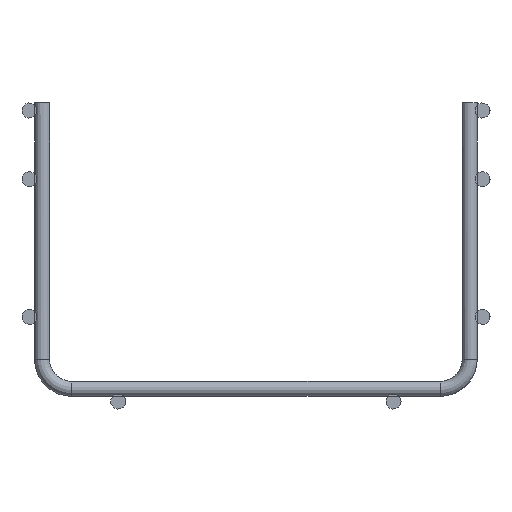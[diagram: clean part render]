
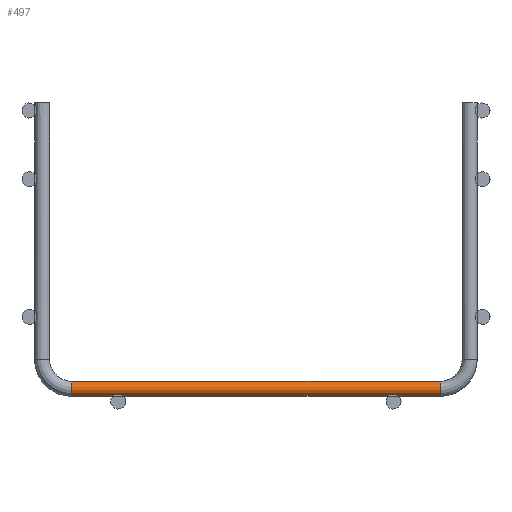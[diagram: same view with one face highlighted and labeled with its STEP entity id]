
A CAD part, left-side view. The second image highlights one B-rep face of the part: STEP entity #497.
In plain terms, the highlighted cylindrical face has radius 2.75 mm (diameter 5.5 mm), a full revolution.
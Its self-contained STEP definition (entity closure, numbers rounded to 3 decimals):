
#223=FACE_OUTER_BOUND('',#254,.T.);
#254=EDGE_LOOP('',(#441,#442,#443,#444,#445,#446));
#271=LINE('',#911,#285);
#285=VECTOR('',#727,2.75);
#309=CIRCLE('',#562,2.75);
#310=CIRCLE('',#563,2.75);
#311=CIRCLE('',#565,2.75);
#312=CIRCLE('',#566,2.75);
#336=VERTEX_POINT('',#904);
#337=VERTEX_POINT('',#906);
#338=VERTEX_POINT('',#910);
#339=VERTEX_POINT('',#912);
#372=EDGE_CURVE('',#336,#337,#309,.T.);
#373=EDGE_CURVE('',#337,#336,#310,.T.);
#374=EDGE_CURVE('',#337,#338,#271,.T.);
#375=EDGE_CURVE('',#338,#339,#311,.T.);
#376=EDGE_CURVE('',#339,#338,#312,.T.);
#441=ORIENTED_EDGE('',*,*,#373,.F.);
#442=ORIENTED_EDGE('',*,*,#374,.T.);
#443=ORIENTED_EDGE('',*,*,#375,.T.);
#444=ORIENTED_EDGE('',*,*,#376,.T.);
#445=ORIENTED_EDGE('',*,*,#374,.F.);
#446=ORIENTED_EDGE('',*,*,#372,.F.);
#469=CYLINDRICAL_SURFACE('',#564,2.75);
#497=ADVANCED_FACE('',(#223),#469,.T.);
#562=AXIS2_PLACEMENT_3D('',#907,#721,#722);
#563=AXIS2_PLACEMENT_3D('',#908,#723,#724);
#564=AXIS2_PLACEMENT_3D('',#909,#725,#726);
#565=AXIS2_PLACEMENT_3D('',#913,#728,#729);
#566=AXIS2_PLACEMENT_3D('',#914,#730,#731);
#721=DIRECTION('center_axis',(0.,1.,0.));
#722=DIRECTION('ref_axis',(-1.,0.,0.));
#723=DIRECTION('center_axis',(0.,1.,0.));
#724=DIRECTION('ref_axis',(-1.,0.,0.));
#725=DIRECTION('center_axis',(0.,1.,0.));
#726=DIRECTION('ref_axis',(-1.,0.,0.));
#727=DIRECTION('',(0.,-1.,0.));
#728=DIRECTION('center_axis',(0.,1.,0.));
#729=DIRECTION('ref_axis',(-1.,0.,0.));
#730=DIRECTION('center_axis',(0.,1.,0.));
#731=DIRECTION('ref_axis',(-1.,0.,0.));
#904=CARTESIAN_POINT('',(0.,67.,-47.85));
#906=CARTESIAN_POINT('',(2.75,67.,-50.6));
#907=CARTESIAN_POINT('Origin',(0.,67.,-50.6));
#908=CARTESIAN_POINT('Origin',(0.,67.,-50.6));
#909=CARTESIAN_POINT('Origin',(0.,-67.,-50.6));
#910=CARTESIAN_POINT('',(2.75,-67.,-50.6));
#911=CARTESIAN_POINT('',(2.75,-67.,-50.6));
#912=CARTESIAN_POINT('',(0.,-67.,-47.85));
#913=CARTESIAN_POINT('Origin',(0.,-67.,-50.6));
#914=CARTESIAN_POINT('Origin',(0.,-67.,-50.6));
